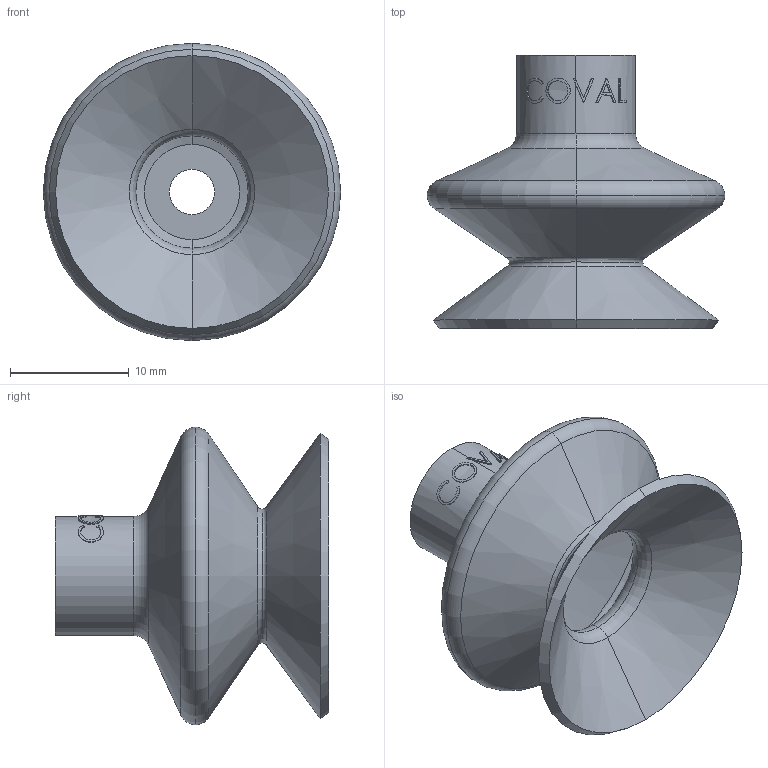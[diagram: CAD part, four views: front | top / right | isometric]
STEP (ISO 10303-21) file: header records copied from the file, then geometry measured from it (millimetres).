
FILE_DESCRIPTION(('STEP AP214'),'1');
FILE_NAME('COVAL_VSA25SIT5.stp','2017-12-27T18:35:31',('TraceParts'),('TraceParts S.A.'),'Spatial InterOp 3D',' ',' ');
FILE_SCHEMA(('automotive_design'));
Length unit declared in the file: millimetre
Products named in the file (1): COVAL_VSA25SIT5
Bounding box: 25 x 23 x 25 mm (x, y, z)
Volume: 1982.2 mm3; surface area: 3300.3 mm2
Topology: 1 solids, 1 shells, 89 faces, 211 edges, 130 vertices
Faces by surface type: bspline 29, torus 18, plane 16, cone 14, cylinder 12
Entity records: 6922 total; most frequent: CARTESIAN_POINT 4357, ORIENTED_EDGE 422, DIRECTION 314, EDGE_CURVE 211, AXIS2_PLACEMENT_3D 141, VERTEX_POINT 130, B_SPLINE_CURVE_WITH_KNOTS 99, EDGE_LOOP 97
